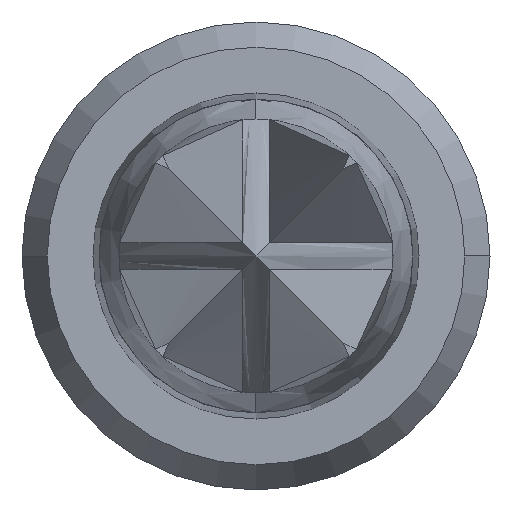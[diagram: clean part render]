
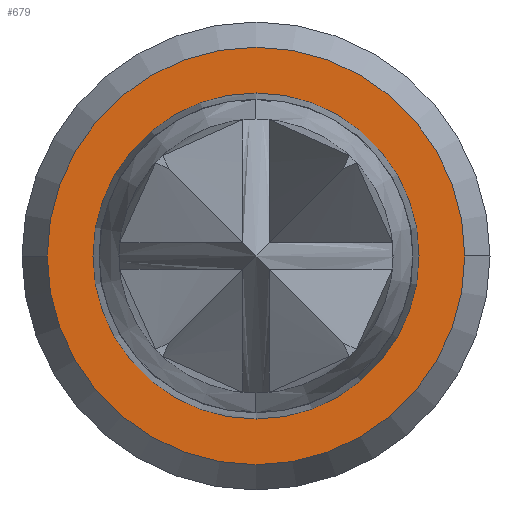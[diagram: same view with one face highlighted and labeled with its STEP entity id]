
A CAD part, left-side view. The second image highlights one B-rep face of the part: STEP entity #679.
In plain terms, the highlighted planar face has unit normal (-1, 0, 0).
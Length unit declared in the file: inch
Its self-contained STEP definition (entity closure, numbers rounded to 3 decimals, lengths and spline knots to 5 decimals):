
#119 = CARTESIAN_POINT ( 'NONE',  ( 0., 0.024, 0. ) ) ;
#249 = DIRECTION ( 'NONE',  ( -1., 0., 0. ) ) ;
#259 = VERTEX_POINT ( 'NONE', #1416 ) ;
#273 = CARTESIAN_POINT ( 'NONE',  ( 0., 0., 0. ) ) ;
#289 = CARTESIAN_POINT ( 'NONE',  ( 0., 0., 0.01874 ) ) ;
#316 = AXIS2_PLACEMENT_3D ( 'NONE', #702, #1539, #822 ) ;
#368 = ORIENTED_EDGE ( 'NONE', *, *, #1372, .F. ) ;
#400 = DIRECTION ( 'NONE',  ( 0., -1., 0. ) ) ;
#406 = AXIS2_PLACEMENT_3D ( 'NONE', #1428, #707, #1543 ) ;
#513 = DIRECTION ( 'NONE',  ( 1., 0., 0. ) ) ;
#535 = FACE_BOUND ( 'NONE', #1533, .T. ) ;
#547 = CIRCLE ( 'NONE', #406, 0.024 ) ;
#599 = CARTESIAN_POINT ( 'NONE',  ( 0., 0., -0.01874 ) ) ;
#675 = CIRCLE ( 'NONE', #1369, 0.01874 ) ;
#679 = ADVANCED_FACE ( 'NONE', ( #535, #1450 ), #1305, .T. ) ;
#702 = CARTESIAN_POINT ( 'NONE',  ( 0., 0., 0. ) ) ;
#707 = DIRECTION ( 'NONE',  ( 1., 0., 0. ) ) ;
#761 = EDGE_LOOP ( 'NONE', ( #368, #1348 ) ) ;
#819 = CIRCLE ( 'NONE', #316, 0.024 ) ;
#822 = DIRECTION ( 'NONE',  ( 0., 1., 0. ) ) ;
#843 = ORIENTED_EDGE ( 'NONE', *, *, #953, .T. ) ;
#864 = VERTEX_POINT ( 'NONE', #599 ) ;
#953 = EDGE_CURVE ( 'NONE', #864, #978, #675, .T. ) ;
#972 = DIRECTION ( 'NONE',  ( 0., -1., 0. ) ) ;
#978 = VERTEX_POINT ( 'NONE', #289 ) ;
#1043 = VERTEX_POINT ( 'NONE', #1242 ) ;
#1075 = AXIS2_PLACEMENT_3D ( 'NONE', #1226, #513, #1345 ) ;
#1100 = DIRECTION ( 'NONE',  ( 1., 0., 0. ) ) ;
#1226 = CARTESIAN_POINT ( 'NONE',  ( 0., 0., 0. ) ) ;
#1242 = CARTESIAN_POINT ( 'NONE',  ( 0., 0.024, 0. ) ) ;
#1300 = EDGE_CURVE ( 'NONE', #259, #1043, #819, .T. ) ;
#1305 = PLANE ( 'NONE',  #1466 ) ;
#1306 = ORIENTED_EDGE ( 'NONE', *, *, #1536, .T. ) ;
#1327 = CIRCLE ( 'NONE', #1075, 0.01874 ) ;
#1345 = DIRECTION ( 'NONE',  ( 0., -1., 0. ) ) ;
#1348 = ORIENTED_EDGE ( 'NONE', *, *, #1300, .F. ) ;
#1369 = AXIS2_PLACEMENT_3D ( 'NONE', #273, #1100, #400 ) ;
#1372 = EDGE_CURVE ( 'NONE', #1043, #259, #547, .T. ) ;
#1416 = CARTESIAN_POINT ( 'NONE',  ( 0., -0.024, 0. ) ) ;
#1428 = CARTESIAN_POINT ( 'NONE',  ( 0., 0., 0. ) ) ;
#1450 = FACE_OUTER_BOUND ( 'NONE', #761, .T. ) ;
#1466 = AXIS2_PLACEMENT_3D ( 'NONE', #119, #249, #972 ) ;
#1533 = EDGE_LOOP ( 'NONE', ( #843, #1306 ) ) ;
#1536 = EDGE_CURVE ( 'NONE', #978, #864, #1327, .T. ) ;
#1539 = DIRECTION ( 'NONE',  ( 1., 0., 0. ) ) ;
#1543 = DIRECTION ( 'NONE',  ( 0., 1., 0. ) ) ;
